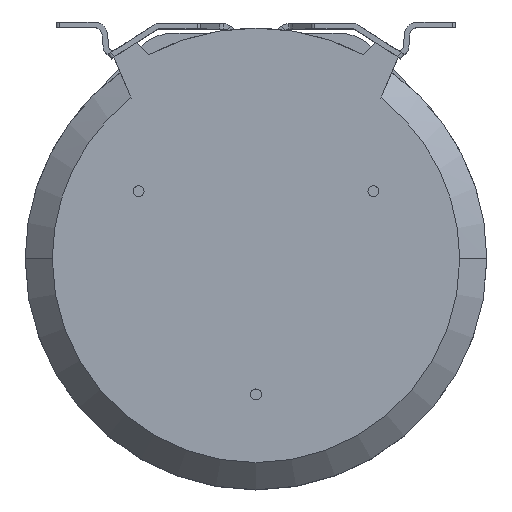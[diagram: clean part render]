
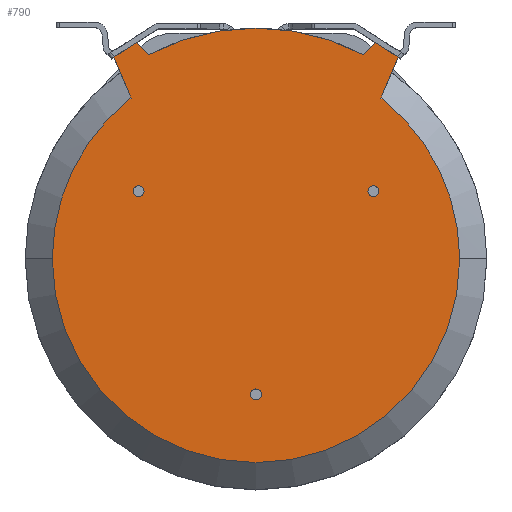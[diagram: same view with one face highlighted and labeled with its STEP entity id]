
A CAD part, top view. The second image highlights one B-rep face of the part: STEP entity #790.
In plain terms, the highlighted planar face has unit normal (0, 0, 1).
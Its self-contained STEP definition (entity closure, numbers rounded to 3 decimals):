
#536=CIRCLE('',#4541,150.35);
#538=CIRCLE('',#4544,150.35);
#543=CIRCLE('',#4550,170.35);
#550=CIRCLE('',#4558,4.);
#552=CIRCLE('',#4561,4.);
#554=CIRCLE('',#4564,4.);
#578=CIRCLE('',#4601,150.35);
#579=CIRCLE('',#4602,4.);
#580=CIRCLE('',#4603,4.);
#581=CIRCLE('',#4604,4.);
#790=ADVANCED_FACE('',(#1126,#1127,#1128,#1129),#1012,.T.);
#1012=PLANE('',#4605);
#1126=FACE_BOUND('',#1214,.T.);
#1127=FACE_BOUND('',#1215,.T.);
#1128=FACE_BOUND('',#1216,.T.);
#1129=FACE_BOUND('',#1217,.T.);
#1214=EDGE_LOOP('',(#1583,#1584,#1585,#1586,#1587,#1588,#1589,#1590,#1591,
#1592));
#1215=EDGE_LOOP('',(#1593,#1594));
#1216=EDGE_LOOP('',(#1595,#1596));
#1217=EDGE_LOOP('',(#1597,#1598));
#1583=ORIENTED_EDGE('',*,*,#3300,.T.);
#1584=ORIENTED_EDGE('',*,*,#3225,.T.);
#1585=ORIENTED_EDGE('',*,*,#3221,.T.);
#1586=ORIENTED_EDGE('',*,*,#3301,.T.);
#1587=ORIENTED_EDGE('',*,*,#3302,.T.);
#1588=ORIENTED_EDGE('',*,*,#3303,.T.);
#1589=ORIENTED_EDGE('',*,*,#3234,.T.);
#1590=ORIENTED_EDGE('',*,*,#3304,.T.);
#1591=ORIENTED_EDGE('',*,*,#3305,.T.);
#1592=ORIENTED_EDGE('',*,*,#3306,.T.);
#1593=ORIENTED_EDGE('',*,*,#3245,.T.);
#1594=ORIENTED_EDGE('',*,*,#3307,.T.);
#1595=ORIENTED_EDGE('',*,*,#3249,.T.);
#1596=ORIENTED_EDGE('',*,*,#3308,.T.);
#1597=ORIENTED_EDGE('',*,*,#3253,.T.);
#1598=ORIENTED_EDGE('',*,*,#3309,.T.);
#2789=VERTEX_POINT('',#6428);
#2790=VERTEX_POINT('',#6429);
#2793=VERTEX_POINT('',#6440);
#2800=VERTEX_POINT('',#6456);
#2801=VERTEX_POINT('',#6458);
#2810=VERTEX_POINT('',#6478);
#2811=VERTEX_POINT('',#6480);
#2814=VERTEX_POINT('',#6487);
#2815=VERTEX_POINT('',#6489);
#2818=VERTEX_POINT('',#6496);
#2819=VERTEX_POINT('',#6498);
#2862=VERTEX_POINT('',#6601);
#2863=VERTEX_POINT('',#6603);
#2864=VERTEX_POINT('',#6605);
#2865=VERTEX_POINT('',#6608);
#2866=VERTEX_POINT('',#6610);
#3221=EDGE_CURVE('',#2789,#2790,#536,.T.);
#3225=EDGE_CURVE('',#2793,#2789,#538,.T.);
#3234=EDGE_CURVE('',#2801,#2800,#543,.T.);
#3245=EDGE_CURVE('',#2811,#2810,#550,.T.);
#3249=EDGE_CURVE('',#2815,#2814,#552,.T.);
#3253=EDGE_CURVE('',#2819,#2818,#554,.T.);
#3300=EDGE_CURVE('',#2862,#2793,#578,.T.);
#3301=EDGE_CURVE('',#2790,#2863,#3899,.T.);
#3302=EDGE_CURVE('',#2863,#2864,#3900,.T.);
#3303=EDGE_CURVE('',#2864,#2801,#3901,.T.);
#3304=EDGE_CURVE('',#2800,#2865,#3902,.T.);
#3305=EDGE_CURVE('',#2865,#2866,#3903,.T.);
#3306=EDGE_CURVE('',#2866,#2862,#3904,.T.);
#3307=EDGE_CURVE('',#2810,#2811,#579,.T.);
#3308=EDGE_CURVE('',#2814,#2815,#580,.T.);
#3309=EDGE_CURVE('',#2818,#2819,#581,.T.);
#3899=LINE('',#6602,#4240);
#3900=LINE('',#6604,#4241);
#3901=LINE('',#6606,#4242);
#3902=LINE('',#6607,#4243);
#3903=LINE('',#6609,#4244);
#3904=LINE('',#6611,#4245);
#4240=VECTOR('',#5209,1.);
#4241=VECTOR('',#5210,1.);
#4242=VECTOR('',#5211,1.);
#4243=VECTOR('',#5212,1.);
#4244=VECTOR('',#5213,1.);
#4245=VECTOR('',#5214,1.);
#4541=AXIS2_PLACEMENT_3D('',#6427,#5051,#5052);
#4544=AXIS2_PLACEMENT_3D('',#6439,#5058,#5059);
#4550=AXIS2_PLACEMENT_3D('',#6457,#5074,#5075);
#4558=AXIS2_PLACEMENT_3D('',#6479,#5094,#5095);
#4561=AXIS2_PLACEMENT_3D('',#6488,#5102,#5103);
#4564=AXIS2_PLACEMENT_3D('',#6497,#5110,#5111);
#4601=AXIS2_PLACEMENT_3D('',#6600,#5207,#5208);
#4602=AXIS2_PLACEMENT_3D('',#6612,#5215,#5216);
#4603=AXIS2_PLACEMENT_3D('',#6613,#5217,#5218);
#4604=AXIS2_PLACEMENT_3D('',#6614,#5219,#5220);
#4605=AXIS2_PLACEMENT_3D('',#6615,#5221,#5222);
#5051=DIRECTION('',(0.,0.,1.));
#5052=DIRECTION('',(1.,0.,0.));
#5058=DIRECTION('',(0.,0.,1.));
#5059=DIRECTION('',(1.,0.,0.));
#5074=DIRECTION('',(0.,0.,1.));
#5075=DIRECTION('',(1.,0.,0.));
#5094=DIRECTION('',(0.,0.,-1.));
#5095=DIRECTION('',(-1.,0.,0.));
#5102=DIRECTION('',(0.,0.,-1.));
#5103=DIRECTION('',(-1.,0.,0.));
#5110=DIRECTION('',(0.,0.,-1.));
#5111=DIRECTION('',(-1.,0.,0.));
#5207=DIRECTION('',(0.,0.,1.));
#5208=DIRECTION('',(1.,0.,0.));
#5209=DIRECTION('',(0.386,0.922,0.));
#5210=DIRECTION('',(-0.841,0.541,0.));
#5211=DIRECTION('',(-0.679,-0.735,0.));
#5212=DIRECTION('',(-0.679,0.735,0.));
#5213=DIRECTION('',(-0.841,-0.541,0.));
#5214=DIRECTION('',(0.386,-0.922,0.));
#5215=DIRECTION('',(0.,0.,-1.));
#5216=DIRECTION('',(-1.,0.,0.));
#5217=DIRECTION('',(0.,0.,-1.));
#5218=DIRECTION('',(-1.,0.,0.));
#5219=DIRECTION('',(0.,0.,-1.));
#5220=DIRECTION('',(-1.,0.,0.));
#5221=DIRECTION('',(0.,0.,1.));
#5222=DIRECTION('',(-1.,0.,0.));
#6427=CARTESIAN_POINT('',(0.,0.,122.34));
#6428=CARTESIAN_POINT('',(150.35,0.,122.34));
#6429=CARTESIAN_POINT('',(92.229,118.739,122.34));
#6439=CARTESIAN_POINT('',(0.,0.,122.34));
#6440=CARTESIAN_POINT('',(-150.35,0.,122.34));
#6456=CARTESIAN_POINT('',(-79.595,150.611,122.34));
#6457=CARTESIAN_POINT('',(0.,0.,122.34));
#6458=CARTESIAN_POINT('',(79.595,150.611,122.34));
#6478=CARTESIAN_POINT('',(90.603,50.,122.34));
#6479=CARTESIAN_POINT('',(86.603,50.,122.34));
#6480=CARTESIAN_POINT('',(82.603,50.,122.34));
#6487=CARTESIAN_POINT('',(-82.603,50.,122.34));
#6488=CARTESIAN_POINT('',(-86.603,50.,122.34));
#6489=CARTESIAN_POINT('',(-90.603,50.,122.34));
#6496=CARTESIAN_POINT('',(4.,-100.,122.34));
#6497=CARTESIAN_POINT('',(0.,-100.,122.34));
#6498=CARTESIAN_POINT('',(-4.,-100.,122.34));
#6600=CARTESIAN_POINT('',(0.,0.,122.34));
#6601=CARTESIAN_POINT('',(-92.229,118.739,122.34));
#6602=CARTESIAN_POINT('',(100.2,137.764,122.34));
#6603=CARTESIAN_POINT('',(104.897,148.975,122.34));
#6604=CARTESIAN_POINT('',(104.897,148.975,122.34));
#6605=CARTESIAN_POINT('',(88.073,159.789,122.34));
#6606=CARTESIAN_POINT('',(88.073,159.789,122.34));
#6607=CARTESIAN_POINT('',(-79.595,150.611,122.34));
#6608=CARTESIAN_POINT('',(-88.073,159.789,122.34));
#6609=CARTESIAN_POINT('',(-88.073,159.789,122.34));
#6610=CARTESIAN_POINT('',(-104.897,148.975,122.34));
#6611=CARTESIAN_POINT('',(-104.897,148.975,122.34));
#6612=CARTESIAN_POINT('',(86.603,50.,122.34));
#6613=CARTESIAN_POINT('',(-86.603,50.,122.34));
#6614=CARTESIAN_POINT('',(0.,-100.,122.34));
#6615=CARTESIAN_POINT('',(0.,0.,122.34));
